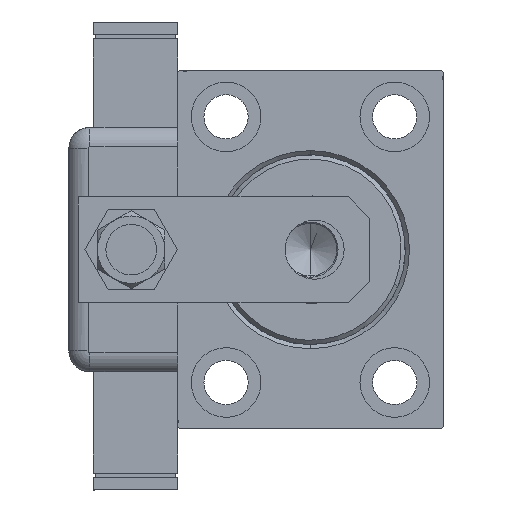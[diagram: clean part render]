
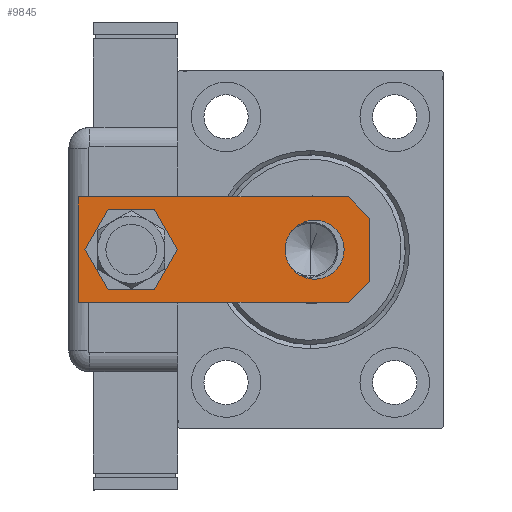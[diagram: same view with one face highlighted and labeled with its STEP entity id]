
A CAD part, left-side view. The second image highlights one B-rep face of the part: STEP entity #9845.
In plain terms, the highlighted face is planar.
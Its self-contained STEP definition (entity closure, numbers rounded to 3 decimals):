
#261 = EDGE_CURVE ( 'NONE', #53511, #7110, #24306, .T. ) ;
#305 = VECTOR ( 'NONE', #38219, 1000. ) ;
#397 = CARTESIAN_POINT ( 'NONE',  ( 0., 0., 0. ) ) ;
#676 = EDGE_CURVE ( 'NONE', #53511, #8117, #36296, .T. ) ;
#710 = DIRECTION ( 'NONE',  ( 0., 0., 1. ) ) ;
#1596 = EDGE_CURVE ( 'NONE', #28833, #7110, #58259, .T. ) ;
#2094 = VERTEX_POINT ( 'NONE', #30719 ) ;
#2589 = CARTESIAN_POINT ( 'NONE',  ( -12.5, 69., 0. ) ) ;
#3983 = DIRECTION ( 'NONE',  ( 0., 0., 1. ) ) ;
#4245 = DIRECTION ( 'NONE',  ( -0.707, 0.707, 0. ) ) ;
#4265 = ORIENTED_EDGE ( 'NONE', *, *, #12766, .T. ) ;
#4548 = AXIS2_PLACEMENT_3D ( 'NONE', #21973, #27394, #31938 ) ;
#5539 = FACE_OUTER_BOUND ( 'NONE', #12501, .T. ) ;
#5568 = CARTESIAN_POINT ( 'NONE',  ( 12.5, 5., 0. ) ) ;
#6152 = DIRECTION ( 'NONE',  ( 1., 0., 0. ) ) ;
#6753 = LINE ( 'NONE', #25200, #305 ) ;
#6824 = LINE ( 'NONE', #2589, #21817 ) ;
#7110 = VERTEX_POINT ( 'NONE', #58606 ) ;
#8117 = VERTEX_POINT ( 'NONE', #55043 ) ;
#9845 = ADVANCED_FACE ( 'NONE', ( #5539, #15189, #42120 ), #52061, .F. ) ;
#10078 = VECTOR ( 'NONE', #52172, 1000. ) ;
#10383 = DIRECTION ( 'NONE',  ( 0., 0., 1. ) ) ;
#10647 = DIRECTION ( 'NONE',  ( 1., 0., 0. ) ) ;
#10725 = VERTEX_POINT ( 'NONE', #55794 ) ;
#10975 = ORIENTED_EDGE ( 'NONE', *, *, #261, .F. ) ;
#11480 = VECTOR ( 'NONE', #4245, 1000. ) ;
#12288 = DIRECTION ( 'NONE',  ( 1., 0., 0. ) ) ;
#12501 = EDGE_LOOP ( 'NONE', ( #10975, #40599, #52091, #41787, #27930, #29036 ) ) ;
#12766 = EDGE_CURVE ( 'NONE', #35749, #43617, #31423, .T. ) ;
#15189 = FACE_BOUND ( 'NONE', #45555, .T. ) ;
#15464 = EDGE_CURVE ( 'NONE', #10725, #42334, #6753, .T. ) ;
#16118 = CARTESIAN_POINT ( 'NONE',  ( 7., 13., 0. ) ) ;
#17526 = VECTOR ( 'NONE', #6152, 1000. ) ;
#17972 = AXIS2_PLACEMENT_3D ( 'NONE', #397, #710, #10647 ) ;
#18458 = EDGE_LOOP ( 'NONE', ( #40365, #57511 ) ) ;
#20966 = CARTESIAN_POINT ( 'NONE',  ( -12.5, 69., 0. ) ) ;
#20976 = ORIENTED_EDGE ( 'NONE', *, *, #50405, .T. ) ;
#21360 = CARTESIAN_POINT ( 'NONE',  ( 0., 13., 0. ) ) ;
#21817 = VECTOR ( 'NONE', #53649, 1000. ) ;
#21973 = CARTESIAN_POINT ( 'NONE',  ( 0., 56.5, 0. ) ) ;
#22408 = DIRECTION ( 'NONE',  ( 1., 0., 0. ) ) ;
#24306 = LINE ( 'NONE', #29432, #17526 ) ;
#24661 = CIRCLE ( 'NONE', #39148, 7. ) ;
#25200 = CARTESIAN_POINT ( 'NONE',  ( 12.5, 69., 0. ) ) ;
#27394 = DIRECTION ( 'NONE',  ( 0., 0., 1. ) ) ;
#27651 = EDGE_CURVE ( 'NONE', #46218, #2094, #24661, .T. ) ;
#27930 = ORIENTED_EDGE ( 'NONE', *, *, #41114, .F. ) ;
#28833 = VERTEX_POINT ( 'NONE', #5568 ) ;
#29034 = DIRECTION ( 'NONE',  ( 0., 0., 1. ) ) ;
#29036 = ORIENTED_EDGE ( 'NONE', *, *, #1596, .T. ) ;
#29432 = CARTESIAN_POINT ( 'NONE',  ( -12.5, 0., 0. ) ) ;
#29664 = EDGE_CURVE ( 'NONE', #42334, #8117, #6824, .T. ) ;
#30719 = CARTESIAN_POINT ( 'NONE',  ( -7., 13., 0. ) ) ;
#31423 = CIRCLE ( 'NONE', #4548, 7. ) ;
#31938 = DIRECTION ( 'NONE',  ( 1., 0., 0. ) ) ;
#35749 = VERTEX_POINT ( 'NONE', #57121 ) ;
#36296 = LINE ( 'NONE', #45953, #11480 ) ;
#38219 = DIRECTION ( 'NONE',  ( -1., 0., 0. ) ) ;
#39148 = AXIS2_PLACEMENT_3D ( 'NONE', #42720, #10383, #52662 ) ;
#40182 = CARTESIAN_POINT ( 'NONE',  ( -7., 56.5, 0. ) ) ;
#40365 = ORIENTED_EDGE ( 'NONE', *, *, #49489, .T. ) ;
#40599 = ORIENTED_EDGE ( 'NONE', *, *, #676, .T. ) ;
#41114 = EDGE_CURVE ( 'NONE', #28833, #10725, #42529, .T. ) ;
#41787 = ORIENTED_EDGE ( 'NONE', *, *, #15464, .F. ) ;
#41959 = VECTOR ( 'NONE', #44377, 1000. ) ;
#42120 = FACE_BOUND ( 'NONE', #18458, .T. ) ;
#42334 = VERTEX_POINT ( 'NONE', #20966 ) ;
#42529 = LINE ( 'NONE', #56112, #10078 ) ;
#42720 = CARTESIAN_POINT ( 'NONE',  ( 0., 13., 0. ) ) ;
#43617 = VERTEX_POINT ( 'NONE', #40182 ) ;
#44377 = DIRECTION ( 'NONE',  ( -0.707, -0.707, 0. ) ) ;
#45383 = CARTESIAN_POINT ( 'NONE',  ( 0., 56.5, 0. ) ) ;
#45555 = EDGE_LOOP ( 'NONE', ( #20976, #4265 ) ) ;
#45953 = CARTESIAN_POINT ( 'NONE',  ( -7.5, 0., 0. ) ) ;
#46218 = VERTEX_POINT ( 'NONE', #16118 ) ;
#48964 = CIRCLE ( 'NONE', #56670, 7. ) ;
#49489 = EDGE_CURVE ( 'NONE', #2094, #46218, #53735, .T. ) ;
#50405 = EDGE_CURVE ( 'NONE', #43617, #35749, #48964, .T. ) ;
#51793 = AXIS2_PLACEMENT_3D ( 'NONE', #21360, #29034, #12288 ) ;
#52061 = PLANE ( 'NONE',  #17972 ) ;
#52091 = ORIENTED_EDGE ( 'NONE', *, *, #29664, .F. ) ;
#52172 = DIRECTION ( 'NONE',  ( 0., 1., 0. ) ) ;
#52662 = DIRECTION ( 'NONE',  ( 1., 0., 0. ) ) ;
#53511 = VERTEX_POINT ( 'NONE', #57954 ) ;
#53649 = DIRECTION ( 'NONE',  ( 0., -1., 0. ) ) ;
#53735 = CIRCLE ( 'NONE', #51793, 7. ) ;
#55043 = CARTESIAN_POINT ( 'NONE',  ( -12.5, 5., 0. ) ) ;
#55794 = CARTESIAN_POINT ( 'NONE',  ( 12.5, 69., 0. ) ) ;
#56112 = CARTESIAN_POINT ( 'NONE',  ( 12.5, 0., 0. ) ) ;
#56670 = AXIS2_PLACEMENT_3D ( 'NONE', #45383, #3983, #22408 ) ;
#57121 = CARTESIAN_POINT ( 'NONE',  ( 7., 56.5, 0. ) ) ;
#57511 = ORIENTED_EDGE ( 'NONE', *, *, #27651, .T. ) ;
#57954 = CARTESIAN_POINT ( 'NONE',  ( -7.5, 0., 0. ) ) ;
#58259 = LINE ( 'NONE', #59153, #41959 ) ;
#58606 = CARTESIAN_POINT ( 'NONE',  ( 7.5, 0., 0. ) ) ;
#59153 = CARTESIAN_POINT ( 'NONE',  ( 12.5, 5., 0. ) ) ;
